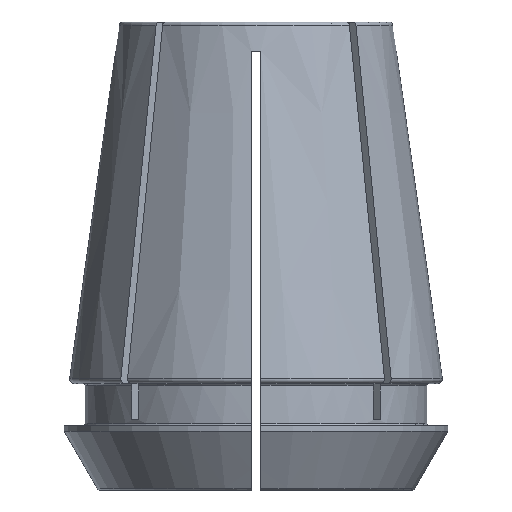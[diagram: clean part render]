
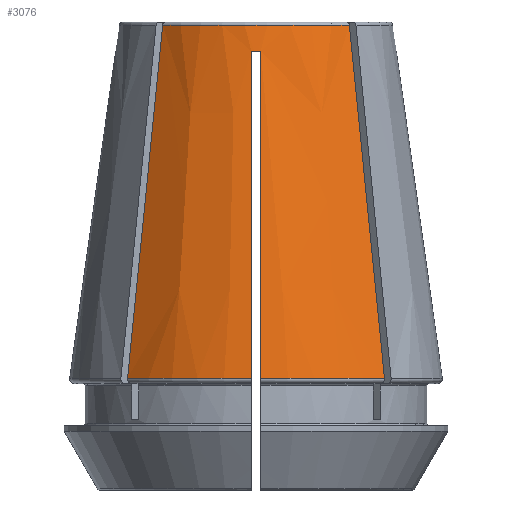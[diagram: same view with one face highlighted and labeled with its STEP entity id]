
A CAD part, front view. The second image highlights one B-rep face of the part: STEP entity #3076.
In plain terms, the highlighted conical face has half-angle 8 degrees and reference radius 11.657 mm.
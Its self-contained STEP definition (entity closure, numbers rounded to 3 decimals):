
#572=B_SPLINE_CURVE_WITH_KNOTS('',3,(#4520,#4521,#4522,#4523),
 .UNSPECIFIED.,.F.,.F.,(4,4),(0.,0.03),
 .UNSPECIFIED.);
#573=B_SPLINE_CURVE_WITH_KNOTS('',3,(#4527,#4528,#4529,#4530),
 .UNSPECIFIED.,.F.,.F.,(4,4),(0.,0.03),
 .UNSPECIFIED.);
#574=B_SPLINE_CURVE_WITH_KNOTS('',3,(#4534,#4535,#4536,#4537,#4538,#4539,
#4540,#4541,#4542,#4543),.UNSPECIFIED.,.F.,.F.,(4,3,3,4),(0.018,
0.022,0.044,0.047),.UNSPECIFIED.);
#575=B_SPLINE_CURVE_WITH_KNOTS('',3,(#4547,#4548,#4549,#4550,#4551,#4552,
#4553,#4554,#4555,#4556),.UNSPECIFIED.,.F.,.F.,(4,3,3,4),(0.018,
0.022,0.044,0.047),.UNSPECIFIED.);
#692=ORIENTED_EDGE('',*,*,#1700,.T.);
#693=ORIENTED_EDGE('',*,*,#1701,.T.);
#694=ORIENTED_EDGE('',*,*,#1702,.F.);
#695=ORIENTED_EDGE('',*,*,#1703,.F.);
#696=ORIENTED_EDGE('',*,*,#1704,.T.);
#697=ORIENTED_EDGE('',*,*,#1705,.F.);
#698=ORIENTED_EDGE('',*,*,#1706,.F.);
#699=ORIENTED_EDGE('',*,*,#1707,.T.);
#1700=EDGE_CURVE('',#2204,#2205,#2540,.T.);
#1701=EDGE_CURVE('',#2205,#2206,#572,.T.);
#1702=EDGE_CURVE('',#2207,#2206,#2541,.T.);
#1703=EDGE_CURVE('',#2208,#2207,#573,.T.);
#1704=EDGE_CURVE('',#2208,#2209,#2542,.T.);
#1705=EDGE_CURVE('',#2210,#2209,#574,.T.);
#1706=EDGE_CURVE('',#2211,#2210,#2543,.T.);
#1707=EDGE_CURVE('',#2211,#2204,#575,.T.);
#2204=VERTEX_POINT('',#4518);
#2205=VERTEX_POINT('',#4519);
#2206=VERTEX_POINT('',#4524);
#2207=VERTEX_POINT('',#4526);
#2208=VERTEX_POINT('',#4531);
#2209=VERTEX_POINT('',#4533);
#2210=VERTEX_POINT('',#4544);
#2211=VERTEX_POINT('',#4546);
#2540=CIRCLE('',#3258,15.936);
#2541=CIRCLE('',#3259,11.694);
#2542=CIRCLE('',#3260,15.936);
#2543=CIRCLE('',#3261,12.009);
#2724=EDGE_LOOP('',(#692,#693,#694,#695,#696,#697,#698,#699));
#2892=FACE_BOUND('',#2724,.T.);
#3060=CONICAL_SURFACE('',#3257,11.657,0.14);
#3076=ADVANCED_FACE('',(#2892),#3060,.T.);
#3257=AXIS2_PLACEMENT_3D('',#4516,#3611,#3612);
#3258=AXIS2_PLACEMENT_3D('',#4517,#3613,#3614);
#3259=AXIS2_PLACEMENT_3D('',#4525,#3615,#3616);
#3260=AXIS2_PLACEMENT_3D('',#4532,#3617,#3618);
#3261=AXIS2_PLACEMENT_3D('',#4545,#3619,#3620);
#3611=DIRECTION('',(0.,0.,-1.));
#3612=DIRECTION('',(-1.,0.,0.));
#3613=DIRECTION('',(0.,0.,1.));
#3614=DIRECTION('',(1.,0.,0.));
#3615=DIRECTION('',(0.,0.,1.));
#3616=DIRECTION('',(1.,0.,0.));
#3617=DIRECTION('',(0.,0.,1.));
#3618=DIRECTION('',(1.,0.,0.));
#3619=DIRECTION('',(0.,0.,-1.));
#3620=DIRECTION('',(-1.,0.,0.));
#4516=CARTESIAN_POINT('',(0.,0.,34.5));
#4517=CARTESIAN_POINT('',(0.,0.,4.056));
#4518=CARTESIAN_POINT('',(0.4,-15.931,4.056));
#4519=CARTESIAN_POINT('',(10.982,-11.548,4.056));
#4520=CARTESIAN_POINT('',(10.982,-11.548,4.056));
#4521=CARTESIAN_POINT('',(9.982,-10.547,14.118));
#4522=CARTESIAN_POINT('',(8.981,-9.547,24.18));
#4523=CARTESIAN_POINT('',(7.981,-8.547,34.242));
#4524=CARTESIAN_POINT('',(7.981,-8.547,34.242));
#4525=CARTESIAN_POINT('',(0.,0.,34.242));
#4526=CARTESIAN_POINT('',(-7.981,-8.547,34.242));
#4527=CARTESIAN_POINT('',(-10.982,-11.548,4.056));
#4528=CARTESIAN_POINT('',(-9.982,-10.547,14.118));
#4529=CARTESIAN_POINT('',(-8.981,-9.547,24.18));
#4530=CARTESIAN_POINT('',(-7.981,-8.547,34.242));
#4531=CARTESIAN_POINT('',(-10.982,-11.548,4.056));
#4532=CARTESIAN_POINT('',(0.,0.,4.056));
#4533=CARTESIAN_POINT('',(-0.4,-15.931,4.056));
#4534=CARTESIAN_POINT('',(-0.4,-12.002,32.));
#4535=CARTESIAN_POINT('',(-0.4,-12.162,30.861));
#4536=CARTESIAN_POINT('',(-0.4,-12.322,29.721));
#4537=CARTESIAN_POINT('',(-0.4,-12.483,28.582));
#4538=CARTESIAN_POINT('',(-0.4,-13.5,21.344));
#4539=CARTESIAN_POINT('',(-0.4,-14.518,14.106));
#4540=CARTESIAN_POINT('',(-0.4,-15.535,6.869));
#4541=CARTESIAN_POINT('',(-0.4,-15.667,5.931));
#4542=CARTESIAN_POINT('',(-0.4,-15.799,4.993));
#4543=CARTESIAN_POINT('',(-0.4,-15.931,4.056));
#4544=CARTESIAN_POINT('',(-0.4,-12.002,32.));
#4545=CARTESIAN_POINT('',(0.,0.,32.));
#4546=CARTESIAN_POINT('',(0.4,-12.002,32.));
#4547=CARTESIAN_POINT('',(0.4,-12.002,32.));
#4548=CARTESIAN_POINT('',(0.4,-12.162,30.861));
#4549=CARTESIAN_POINT('',(0.4,-12.322,29.721));
#4550=CARTESIAN_POINT('',(0.4,-12.483,28.582));
#4551=CARTESIAN_POINT('',(0.4,-13.5,21.344));
#4552=CARTESIAN_POINT('',(0.4,-14.518,14.106));
#4553=CARTESIAN_POINT('',(0.4,-15.535,6.869));
#4554=CARTESIAN_POINT('',(0.4,-15.667,5.931));
#4555=CARTESIAN_POINT('',(0.4,-15.799,4.993));
#4556=CARTESIAN_POINT('',(0.4,-15.931,4.056));
